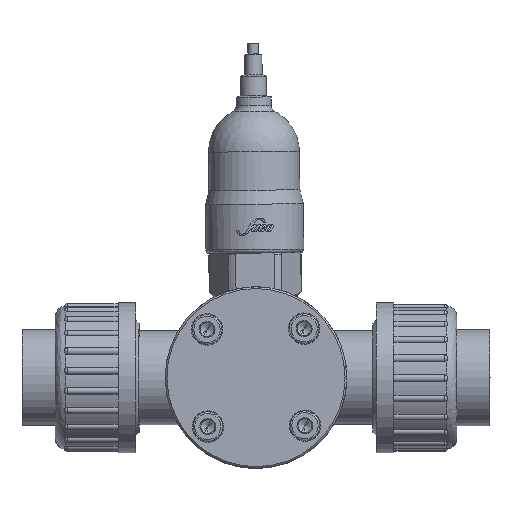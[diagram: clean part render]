
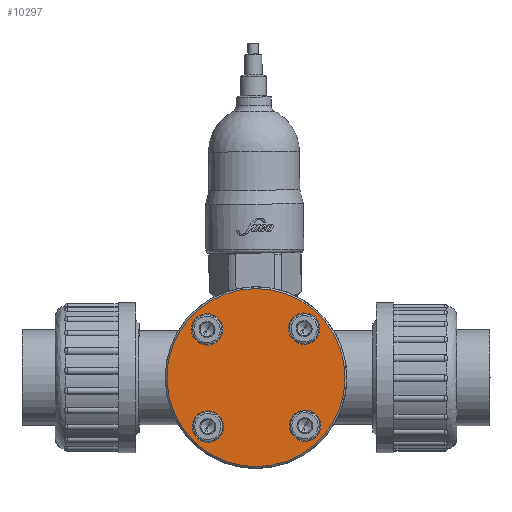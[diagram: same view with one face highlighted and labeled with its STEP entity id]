
A CAD part, front view. The second image highlights one B-rep face of the part: STEP entity #10297.
In plain terms, the highlighted planar face has unit normal (0, -1, 0).
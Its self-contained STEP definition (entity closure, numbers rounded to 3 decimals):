
#451 = CARTESIAN_POINT ( 'NONE',  ( 0., 0., 25.5 ) ) ;
#546 = CIRCLE ( 'NONE', #3768, 4.5 ) ;
#636 = VERTEX_POINT ( 'NONE', #12918 ) ;
#834 = DIRECTION ( 'NONE',  ( 0., -1., 0. ) ) ;
#991 = CARTESIAN_POINT ( 'NONE',  ( 13.903, 0., 13.903 ) ) ;
#1150 = EDGE_CURVE ( 'NONE', #1815, #1815, #3000, .T. ) ;
#1398 = DIRECTION ( 'NONE',  ( 0., -1., 0. ) ) ;
#1569 = CARTESIAN_POINT ( 'NONE',  ( -13.903, 0., 9.403 ) ) ;
#1815 = VERTEX_POINT ( 'NONE', #451 ) ;
#2251 = DIRECTION ( 'NONE',  ( 0., 0., -1. ) ) ;
#2724 = DIRECTION ( 'NONE',  ( 0., 0., 1. ) ) ;
#3000 = CIRCLE ( 'NONE', #8270, 25.5 ) ;
#3396 = CARTESIAN_POINT ( 'NONE',  ( 13.903, 0., -18.403 ) ) ;
#3398 = EDGE_LOOP ( 'NONE', ( #7375 ) ) ;
#3768 = AXIS2_PLACEMENT_3D ( 'NONE', #14800, #17641, #2251 ) ;
#3863 = ORIENTED_EDGE ( 'NONE', *, *, #4863, .F. ) ;
#3919 = PLANE ( 'NONE',  #10690 ) ;
#4069 = ORIENTED_EDGE ( 'NONE', *, *, #11354, .F. ) ;
#4250 = CIRCLE ( 'NONE', #12150, 4.5 ) ;
#4401 = EDGE_CURVE ( 'NONE', #636, #636, #4250, .T. ) ;
#4863 = EDGE_CURVE ( 'NONE', #13010, #13010, #7774, .T. ) ;
#6848 = DIRECTION ( 'NONE',  ( 0., 1., 0. ) ) ;
#7202 = AXIS2_PLACEMENT_3D ( 'NONE', #991, #12166, #17742 ) ;
#7375 = ORIENTED_EDGE ( 'NONE', *, *, #4401, .F. ) ;
#7774 = CIRCLE ( 'NONE', #9829, 4.5 ) ;
#7983 = DIRECTION ( 'NONE',  ( 0., 0., 1. ) ) ;
#8270 = AXIS2_PLACEMENT_3D ( 'NONE', #9368, #834, #7983 ) ;
#8272 = VERTEX_POINT ( 'NONE', #15311 ) ;
#8366 = EDGE_LOOP ( 'NONE', ( #10509 ) ) ;
#9368 = CARTESIAN_POINT ( 'NONE',  ( 0., 0., 0. ) ) ;
#9610 = FACE_BOUND ( 'NONE', #15426, .T. ) ;
#9704 = FACE_BOUND ( 'NONE', #8366, .T. ) ;
#9829 = AXIS2_PLACEMENT_3D ( 'NONE', #15448, #16829, #12796 ) ;
#10297 = ADVANCED_FACE ( 'NONE', ( #15596, #9704, #9610, #14987, #16985 ), #3919, .F. ) ;
#10509 = ORIENTED_EDGE ( 'NONE', *, *, #15511, .F. ) ;
#10690 = AXIS2_PLACEMENT_3D ( 'NONE', #16553, #6848, #2724 ) ;
#10940 = DIRECTION ( 'NONE',  ( 0., 0., -1. ) ) ;
#11354 = EDGE_CURVE ( 'NONE', #13856, #13856, #546, .T. ) ;
#11871 = EDGE_LOOP ( 'NONE', ( #4069 ) ) ;
#12085 = ORIENTED_EDGE ( 'NONE', *, *, #1150, .T. ) ;
#12150 = AXIS2_PLACEMENT_3D ( 'NONE', #16516, #1398, #10940 ) ;
#12166 = DIRECTION ( 'NONE',  ( 0., -1., 0. ) ) ;
#12173 = CIRCLE ( 'NONE', #7202, 4.5 ) ;
#12796 = DIRECTION ( 'NONE',  ( 0., 0., -1. ) ) ;
#12915 = EDGE_LOOP ( 'NONE', ( #12085 ) ) ;
#12918 = CARTESIAN_POINT ( 'NONE',  ( -13.903, 0., -18.403 ) ) ;
#13010 = VERTEX_POINT ( 'NONE', #3396 ) ;
#13856 = VERTEX_POINT ( 'NONE', #1569 ) ;
#14800 = CARTESIAN_POINT ( 'NONE',  ( -13.903, 0., 13.903 ) ) ;
#14987 = FACE_BOUND ( 'NONE', #3398, .T. ) ;
#15311 = CARTESIAN_POINT ( 'NONE',  ( 13.903, 0., 9.403 ) ) ;
#15426 = EDGE_LOOP ( 'NONE', ( #3863 ) ) ;
#15448 = CARTESIAN_POINT ( 'NONE',  ( 13.903, 0., -13.903 ) ) ;
#15511 = EDGE_CURVE ( 'NONE', #8272, #8272, #12173, .T. ) ;
#15596 = FACE_BOUND ( 'NONE', #11871, .T. ) ;
#16516 = CARTESIAN_POINT ( 'NONE',  ( -13.903, 0., -13.903 ) ) ;
#16553 = CARTESIAN_POINT ( 'NONE',  ( 0., 0., 0. ) ) ;
#16829 = DIRECTION ( 'NONE',  ( 0., -1., 0. ) ) ;
#16985 = FACE_OUTER_BOUND ( 'NONE', #12915, .T. ) ;
#17641 = DIRECTION ( 'NONE',  ( 0., -1., 0. ) ) ;
#17742 = DIRECTION ( 'NONE',  ( 0., 0., -1. ) ) ;
